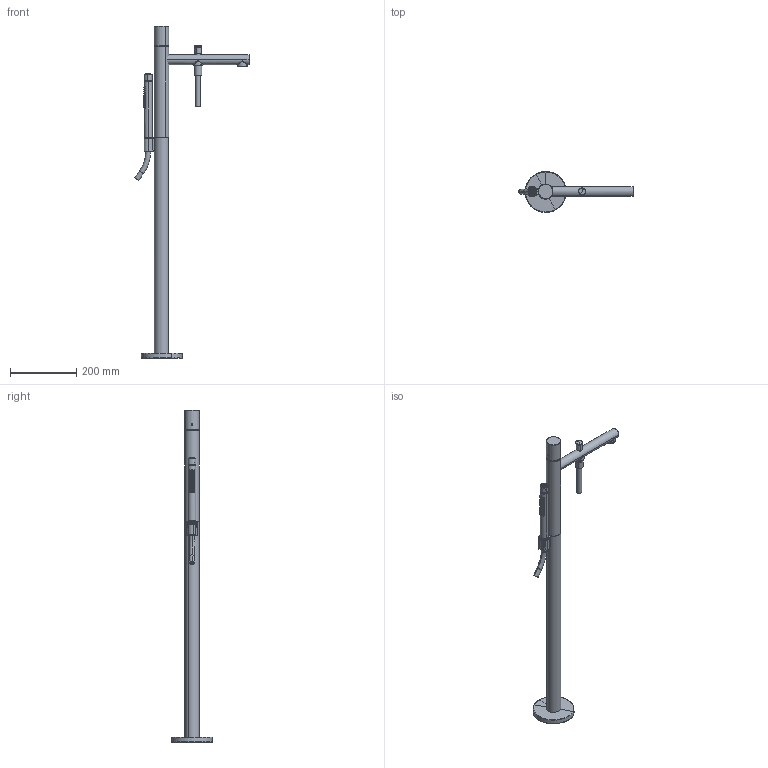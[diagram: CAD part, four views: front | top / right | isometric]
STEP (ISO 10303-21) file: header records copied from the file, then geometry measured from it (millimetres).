
FILE_DESCRIPTION(('CAx-IF Rec.Pracs.---Model Styling and Organization---1.2---2011-12-15','CAx-IF Rec.Pracs.---Geometric and Assembly Validation Properties---4.1---2014-06-16','CAx-IF Rec.Pracs.---PMI Polyline Presentation---2.0---2013-05-24'),'2;1');
FILE_NAME('1000111864_PPR_000.stp','2022-09-09T06:34:50+02:00',(''),(''),'STEP Interface 4.3 by CT CoreTechnologie','3D_Evolution4.3 by CT CoreTechnologie','');
FILE_SCHEMA(('AP203_CONFIGURATION_CONTROLLED_3D_DESIGN_OF_MECHANICAL_PARTS_AND_ASSEMBLIES_MIM_LF'));
Length unit declared in the file: millimetre
Products named in the file (32): P_2 WM-SM Wannenmischer bodens_Axor Zero 1000111864_PPR_000_A1; Rohr D45x1_WM bodenstehend_Metris E2 1000084356_PPA_000_A1; P_2 GK_WM-SM Wannenmischer bodenst.Uno3 1000110751_PPA_000_A0; P_2 Rosette_fre. Wannenmischer_Metris E2 1000110750_PPA_000_A0; P_2 Rosette M35 AX Montreux 1000035038_PPA_000_A0; Griffstopfen 1000005416_PPA_000_A1; Gew.stift DIN913-M5x6-A2-Sicherungsfaden 1000069468_PPA_000_A0; P_2 SR_CA_M24x1_CC_D-air_hellgrau_ 1000109889_PPA_000_A0; P_2 Brausenaufnahme AXOR Starck 1000110161_PPA_000_A0; P_2 Schnappfutter Porter AX Starck 1000024044_PPA_000_A0; Sichthuelse UV20 1000013181_PPA_000_A2; P_2 Zugknopf WRA-SM AX JMM 1000111447_PPA_000_A0; P_2 Zerogriff WM-SM AXOR UNO³ 1000111014_PPR_000_A0; P_2 Huelse Zerogriff WM-SM AXOR UNO³ 1000111013_PPA_000_A0; P_2 Auslauf Puro WRM-SM AXOR UNO³ 1000111865_PPA_000_A0; P_2 ISI-STARCK 1,25M EB Wirbels.geb 1000118841_PPR_000_A0; P_2 Halbfertigschlauch Isiflex B (EB) 1000114312_PPA_000_A0; P_2 Manschettenaufnahme Isiflex 2K Nutr. 1000098496_PPA_000_A0; Schlauchring 12x18,5 EPDM 1000086978_PPA_000_A0; P_2 Mutter wirbl   - ISI Starck Schlauch 1000085873_PPA_000_A0; P_2 ISI-STARCK 1,25M EB Festsei. 1000118842_PPR_000_A0; P_2 Halbfertigschlauch Isiflex B (EB) 1000105231_PPA_000_A0; P_2 AXM Mutter Festseite ISI AX Starck 1000105598_PPA_000_A0; P_2 AX Starck Stabhandbrause 1000084601_PPR_000_A1; P_2 Grundkoerper komplett 1000084621_PPR_000_A0; P_2 Grundkörper HB WET STICK 1000084610_PPA_000_A0; P_2 Strahleinsatz WET-STICK 1000084612_PPA_000_A0; P_2 Griff WET STICK 1000084624_PPA_000_A0; P_2 Umsteller HB WET STICK 1000084631_PPA_000_A0; P_2 SR_STD_SC_A-air_hellblau 1000084635_PPA_000_A0; P_2 Perlatorhülse M22x1 1000084639_PPA_000_A0; P_2 Siebdichtung 1000085606_PPA_000_A0
Assembly tree (32 placements, depth 4):
  P_2 WM-SM Wannenmischer bodens_Axor Zero 1000111864_PPR_000_A1
    Rohr D45x1_WM bodenstehend_Metris E2 1000084356_PPA_000_A1
    P_2 GK_WM-SM Wannenmischer bodenst.Uno3 1000110751_PPA_000_A0
    P_2 Rosette_fre. Wannenmischer_Metris E2 1000110750_PPA_000_A0
    P_2 Rosette M35 AX Montreux 1000035038_PPA_000_A0
    Griffstopfen 1000005416_PPA_000_A1
    Gew.stift DIN913-M5x6-A2-Sicherungsfaden 1000069468_PPA_000_A0
    P_2 SR_CA_M24x1_CC_D-air_hellgrau_ 1000109889_PPA_000_A0
    P_2 Brausenaufnahme AXOR Starck 1000110161_PPA_000_A0
    P_2 Schnappfutter Porter AX Starck 1000024044_PPA_000_A0
    Sichthuelse UV20 1000013181_PPA_000_A2
    P_2 Zugknopf WRA-SM AX JMM 1000111447_PPA_000_A0
    P_2 Zerogriff WM-SM AXOR UNO³ 1000111014_PPR_000_A0
      P_2 Huelse Zerogriff WM-SM AXOR UNO³ 1000111013_PPA_000_A0
    P_2 Auslauf Puro WRM-SM AXOR UNO³ 1000111865_PPA_000_A0
    P_2 ISI-STARCK 1,25M EB Wirbels.geb 1000118841_PPR_000_A0
      P_2 Halbfertigschlauch Isiflex B (EB) 1000114312_PPA_000_A0
      P_2 Manschettenaufnahme Isiflex 2K Nutr. 1000098496_PPA_000_A0
      Schlauchring 12x18,5 EPDM 1000086978_PPA_000_A0
      P_2 Mutter wirbl   - ISI Starck Schlauch 1000085873_PPA_000_A0
    P_2 ISI-STARCK 1,25M EB Festsei. 1000118842_PPR_000_A0
      P_2 Halbfertigschlauch Isiflex B (EB) 1000105231_PPA_000_A0
      Schlauchring 12x18,5 EPDM 1000086978_PPA_000_A0
      P_2 AXM Mutter Festseite ISI AX Starck 1000105598_PPA_000_A0
    P_2 AX Starck Stabhandbrause 1000084601_PPR_000_A1
      P_2 Grundkoerper komplett 1000084621_PPR_000_A0
        P_2 Grundkörper HB WET STICK 1000084610_PPA_000_A0
        P_2 Strahleinsatz WET-STICK 1000084612_PPA_000_A0
      P_2 Griff WET STICK 1000084624_PPA_000_A0
      P_2 Umsteller HB WET STICK 1000084631_PPA_000_A0
      P_2 SR_STD_SC_A-air_hellblau 1000084635_PPA_000_A0
      P_2 Perlatorhülse M22x1 1000084639_PPA_000_A0
      P_2 Siebdichtung 1000085606_PPA_000_A0
Bounding box: 346.56 x 123.93 x 1004.5 mm (x, y, z)
Volume: 1125270.2 mm3; surface area: 360267.3 mm2
Topology: 107 solids, 110 shells, 3077 faces, 7411 edges, 4630 vertices
Faces by surface type: cylinder 1182, plane 1071, bspline 824
Entity records: 154541 total; most frequent: CARTESIAN_POINT 50529, ORIENTED_EDGE 14752, DIRECTION 13863, EDGE_CURVE 7376, AXIS2_PLACEMENT_3D 5092, VERTEX_POINT 4623, VECTOR 3679, LINE 3679
